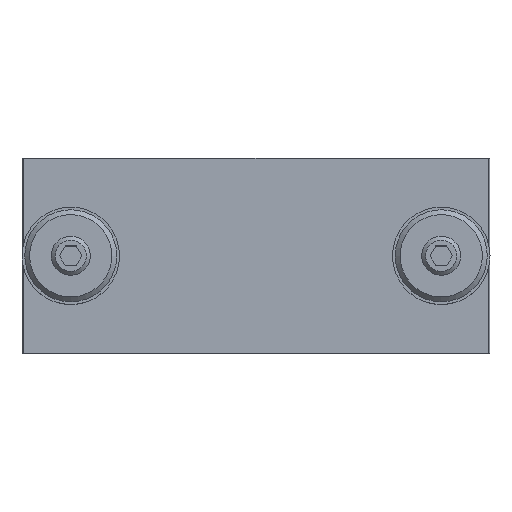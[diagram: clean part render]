
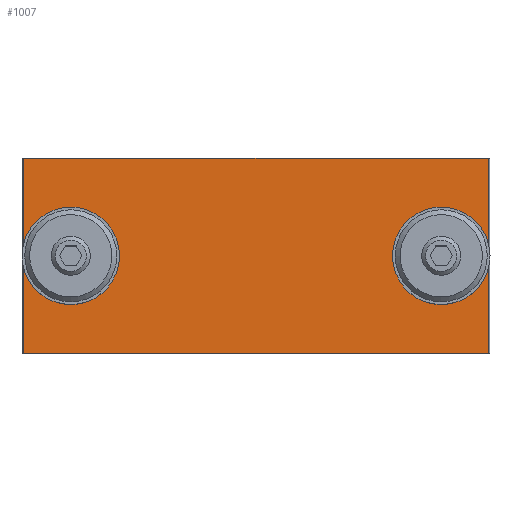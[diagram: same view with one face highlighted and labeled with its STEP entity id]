
A CAD part, top view. The second image highlights one B-rep face of the part: STEP entity #1007.
In plain terms, the highlighted planar face has unit normal (0, 0, 1).
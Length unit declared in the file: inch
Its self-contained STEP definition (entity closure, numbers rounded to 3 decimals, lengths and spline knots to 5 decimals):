
#94=CARTESIAN_POINT('',(0.302,0.889,0.7501));
#95=VERTEX_POINT('',#94);
#96=CARTESIAN_POINT('',(0.302,0.625,0.7501));
#97=DIRECTION('',(0.0,0.0,-1.0));
#98=DIRECTION('',(0.0,1.0,0.0));
#99=AXIS2_PLACEMENT_3D('',#96,#97,#98);
#100=CIRCLE('',#99,0.264);
#101=EDGE_CURVE('',#95,#95,#100,.T.);
#262=CARTESIAN_POINT('',(2.678,0.889,0.7501));
#263=VERTEX_POINT('',#262);
#264=CARTESIAN_POINT('',(2.678,0.625,0.7501));
#265=DIRECTION('',(0.0,0.0,-1.0));
#266=DIRECTION('',(0.0,1.0,0.0));
#267=AXIS2_PLACEMENT_3D('',#264,#265,#266);
#268=CIRCLE('',#267,0.264);
#269=EDGE_CURVE('',#263,#263,#268,.T.);
#945=CARTESIAN_POINT('',(0.,0.0,0.7501));
#946=VERTEX_POINT('',#945);
#953=CARTESIAN_POINT('',(0.,1.25,0.7501));
#954=VERTEX_POINT('',#953);
#955=CARTESIAN_POINT('',(0.,0.0,0.7501));
#956=DIRECTION('',(0.0,1.0,0.0));
#957=VECTOR('',#956,1.25);
#958=LINE('',#955,#957);
#959=EDGE_CURVE('',#946,#954,#958,.T.);
#971=CARTESIAN_POINT('',(1.49,0.625,0.7501));
#972=DIRECTION('',(0.0,0.0,-1.0));
#973=DIRECTION('',(1.0,0.0,0.0));
#974=AXIS2_PLACEMENT_3D('',#971,#972,#973);
#975=PLANE('',#974);
#976=ORIENTED_EDGE('',*,*,#959,.F.);
#977=CARTESIAN_POINT('',(2.98,0.0,0.7501));
#978=VERTEX_POINT('',#977);
#979=CARTESIAN_POINT('',(0.,0.0,0.7501));
#980=DIRECTION('',(1.0,0.0,0.0));
#981=VECTOR('',#980,2.98);
#982=LINE('',#979,#981);
#983=EDGE_CURVE('',#946,#978,#982,.T.);
#984=ORIENTED_EDGE('',*,*,#983,.T.);
#985=CARTESIAN_POINT('',(2.98,1.25,0.7501));
#986=VERTEX_POINT('',#985);
#987=CARTESIAN_POINT('',(2.98,1.25,0.7501));
#988=DIRECTION('',(0.0,-1.0,0.0));
#989=VECTOR('',#988,1.25);
#990=LINE('',#987,#989);
#991=EDGE_CURVE('',#986,#978,#990,.T.);
#992=ORIENTED_EDGE('',*,*,#991,.F.);
#993=CARTESIAN_POINT('',(2.98,1.25,0.7501));
#994=DIRECTION('',(-1.0,0.0,0.0));
#995=VECTOR('',#994,2.98);
#996=LINE('',#993,#995);
#997=EDGE_CURVE('',#986,#954,#996,.T.);
#998=ORIENTED_EDGE('',*,*,#997,.T.);
#999=EDGE_LOOP('',(#976,#984,#992,#998));
#1000=FACE_OUTER_BOUND('',#999,.T.);
#1001=ORIENTED_EDGE('',*,*,#101,.T.);
#1002=EDGE_LOOP('',(#1001));
#1003=FACE_BOUND('',#1002,.T.);
#1004=ORIENTED_EDGE('',*,*,#269,.T.);
#1005=EDGE_LOOP('',(#1004));
#1006=FACE_BOUND('',#1005,.T.);
#1007=ADVANCED_FACE('',(#1000,#1003,#1006),#975,.F.);
